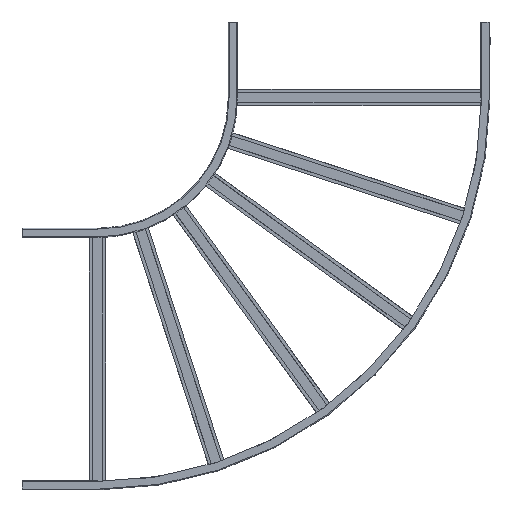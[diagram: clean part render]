
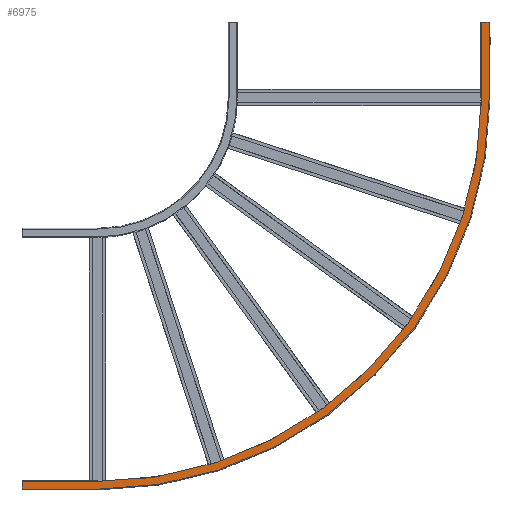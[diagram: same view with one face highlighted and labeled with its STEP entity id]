
A CAD part, front view. The second image highlights one B-rep face of the part: STEP entity #6975.
In plain terms, the highlighted planar face has unit normal (0, -1, 0).
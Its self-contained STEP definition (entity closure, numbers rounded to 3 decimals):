
#29 = EDGE_CURVE ( 'NONE', #5009, #5014, #6399, .T. ) ;
#37 = EDGE_CURVE ( 'NONE', #5000, #5015, #6408, .T. ) ;
#40 = EDGE_CURVE ( 'NONE', #5000, #5012, #6411, .T. ) ;
#78 = EDGE_CURVE ( 'NONE', #5009, #5036, #6478, .T. ) ;
#79 = EDGE_CURVE ( 'NONE', #5012, #5036, #6479, .T. ) ;
#80 = EDGE_CURVE ( 'NONE', #5015, #5045, #6481, .T. ) ;
#81 = EDGE_CURVE ( 'NONE', #5045, #5048, #6483, .T. ) ;
#82 = EDGE_CURVE ( 'NONE', #5014, #5048, #6485, .T. ) ;
#675 = CARTESIAN_POINT ( 'NONE',  ( -300., -42.93, -1053.2 ) ) ;
#684 = DIRECTION ( 'NONE',  ( -1., 0., 0. ) ) ;
#685 = CARTESIAN_POINT ( 'NONE',  ( -473., -42.93, -1071.2 ) ) ;
#686 = DIRECTION ( 'NONE',  ( 0., 0., 1. ) ) ;
#687 = CARTESIAN_POINT ( 'NONE',  ( 598.2, -42.93, -173. ) ) ;
#688 = DIRECTION ( 'NONE',  ( 0., 0., 1. ) ) ;
#689 = CARTESIAN_POINT ( 'NONE',  ( 598.2, -42.93, 0. ) ) ;
#690 = DIRECTION ( 'NONE',  ( -1., 0., 0. ) ) ;
#691 = CARTESIAN_POINT ( 'NONE',  ( 580.2, -42.93, -173. ) ) ;
#693 = DIRECTION ( 'NONE',  ( 0., 0., 1. ) ) ;
#1004 = ORIENTED_EDGE ( 'NONE', *, *, #79, .F. ) ;
#1005 = ORIENTED_EDGE ( 'NONE', *, *, #40, .F. ) ;
#1006 = ORIENTED_EDGE ( 'NONE', *, *, #37, .T. ) ;
#1007 = ORIENTED_EDGE ( 'NONE', *, *, #80, .T. ) ;
#1008 = ORIENTED_EDGE ( 'NONE', *, *, #81, .T. ) ;
#1009 = ORIENTED_EDGE ( 'NONE', *, *, #82, .F. ) ;
#1010 = ORIENTED_EDGE ( 'NONE', *, *, #29, .F. ) ;
#1011 = ORIENTED_EDGE ( 'NONE', *, *, #78, .T. ) ;
#1594 = FACE_OUTER_BOUND ( 'NONE', #4377, .T. ) ;
#1992 = CARTESIAN_POINT ( 'NONE',  ( -300., -42.93, -1071.2 ) ) ;
#1996 = PLANE ( 'NONE',  #3965 ) ;
#1998 = DIRECTION ( 'NONE',  ( 0., -1., 0. ) ) ;
#1999 = DIRECTION ( 'NONE',  ( 1., 0., 0. ) ) ;
#3245 = CARTESIAN_POINT ( 'NONE',  ( -300., -42.93, -1071.2 ) ) ;
#3254 = CARTESIAN_POINT ( 'NONE',  ( -300., -42.93, -1053.2 ) ) ;
#3257 = CARTESIAN_POINT ( 'NONE',  ( -473., -42.93, -1071.2 ) ) ;
#3259 = CARTESIAN_POINT ( 'NONE',  ( 580.2, -42.93, -173. ) ) ;
#3260 = CARTESIAN_POINT ( 'NONE',  ( 598.2, -42.93, -173. ) ) ;
#3281 = CARTESIAN_POINT ( 'NONE',  ( -473., -42.93, -1053.2 ) ) ;
#3290 = CARTESIAN_POINT ( 'NONE',  ( 598.2, -42.93, 0. ) ) ;
#3293 = CARTESIAN_POINT ( 'NONE',  ( 580.2, -42.93, 0. ) ) ;
#3965 = AXIS2_PLACEMENT_3D ( 'NONE', #1992, #1998, #1999 ) ;
#4377 = EDGE_LOOP ( 'NONE', ( #1004, #1005, #1006, #1007, #1008, #1009, #1010, #1011 ) ) ;
#5000 = VERTEX_POINT ( 'NONE', #3245 ) ;
#5009 = VERTEX_POINT ( 'NONE', #3254 ) ;
#5012 = VERTEX_POINT ( 'NONE', #3257 ) ;
#5014 = VERTEX_POINT ( 'NONE', #3259 ) ;
#5015 = VERTEX_POINT ( 'NONE', #3260 ) ;
#5036 = VERTEX_POINT ( 'NONE', #3281 ) ;
#5045 = VERTEX_POINT ( 'NONE', #3290 ) ;
#5048 = VERTEX_POINT ( 'NONE', #3293 ) ;
#5843 = DIRECTION ( 'NONE',  ( 0., -1., 0. ) ) ;
#5879 = CARTESIAN_POINT ( 'NONE',  ( -300., -42.93, -173. ) ) ;
#5910 = DIRECTION ( 'NONE',  ( -1., 0., 0. ) ) ;
#5911 = CARTESIAN_POINT ( 'NONE',  ( -300., -42.93, -1071.2 ) ) ;
#5916 = DIRECTION ( 'NONE',  ( 1., 0., 0. ) ) ;
#6399 = CIRCLE ( 'NONE', #6681, 880.2 ) ;
#6408 = CIRCLE ( 'NONE', #6689, 898.2 ) ;
#6411 = LINE ( 'NONE', #5911, #6414 ) ;
#6414 = VECTOR ( 'NONE', #5910, 1000. ) ;
#6478 = LINE ( 'NONE', #675, #6480 ) ;
#6479 = LINE ( 'NONE', #685, #6482 ) ;
#6480 = VECTOR ( 'NONE', #684, 1000. ) ;
#6481 = LINE ( 'NONE', #687, #6484 ) ;
#6482 = VECTOR ( 'NONE', #686, 1000. ) ;
#6483 = LINE ( 'NONE', #689, #6486 ) ;
#6484 = VECTOR ( 'NONE', #688, 1000. ) ;
#6485 = LINE ( 'NONE', #691, #6488 ) ;
#6486 = VECTOR ( 'NONE', #690, 1000. ) ;
#6488 = VECTOR ( 'NONE', #693, 1000. ) ;
#6681 = AXIS2_PLACEMENT_3D ( 'NONE', #6834, #6833, #6832 ) ;
#6689 = AXIS2_PLACEMENT_3D ( 'NONE', #5879, #5843, #5916 ) ;
#6832 = DIRECTION ( 'NONE',  ( 1., 0., 0. ) ) ;
#6833 = DIRECTION ( 'NONE',  ( 0., -1., 0. ) ) ;
#6834 = CARTESIAN_POINT ( 'NONE',  ( -300., -42.93, -173. ) ) ;
#6975 = ADVANCED_FACE ( 'NONE', ( #1594 ), #1996, .T. ) ;
